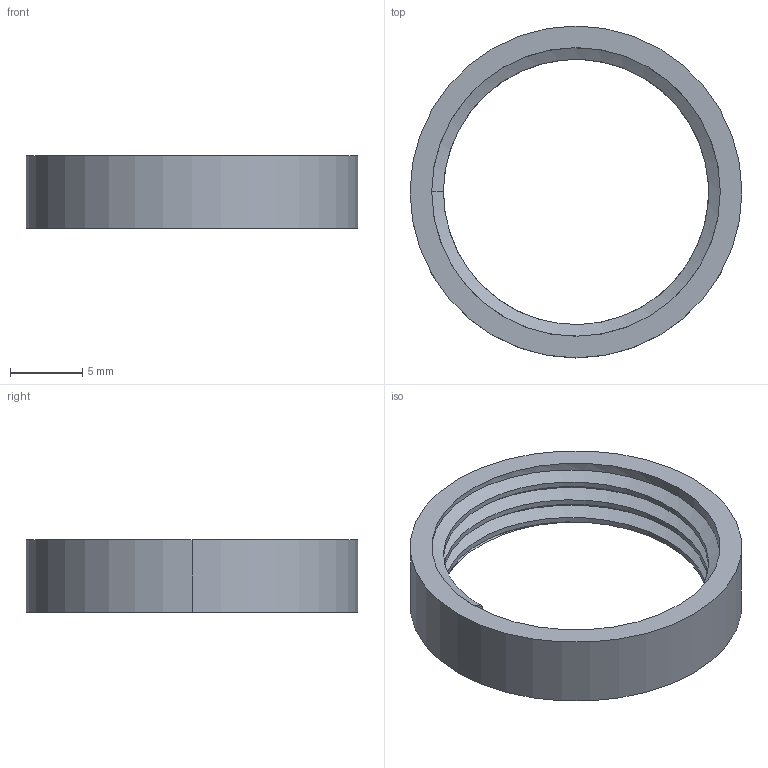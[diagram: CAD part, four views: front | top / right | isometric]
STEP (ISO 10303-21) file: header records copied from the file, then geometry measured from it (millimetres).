
FILE_DESCRIPTION (( 'STEP AP203' ), '1' );
FILE_NAME ('Bague taraudée.STEP', '2024-04-30T09:38:02', ( '' ), ( '' ), 'SwSTEP 2.0', 'SolidWorks 2024', '' );
FILE_SCHEMA (( 'CONFIG_CONTROL_DESIGN' ));
Length unit declared in the file: millimetre
Products named in the file (1): Bague taraudée
Bounding box: 23 x 23 x 5 mm (x, y, z)
Volume: 627.1 mm3; surface area: 1057.7 mm2
Topology: 1 solids, 1 shells, 15 faces, 36 edges, 23 vertices
Faces by surface type: cylinder 9, plane 3, bspline 3
Entity records: 1045 total; most frequent: CARTESIAN_POINT 672, ORIENTED_EDGE 72, DIRECTION 49, EDGE_CURVE 36, VERTEX_POINT 23, AXIS2_PLACEMENT_3D 20, EDGE_LOOP 17, FACE_OUTER_BOUND 15
